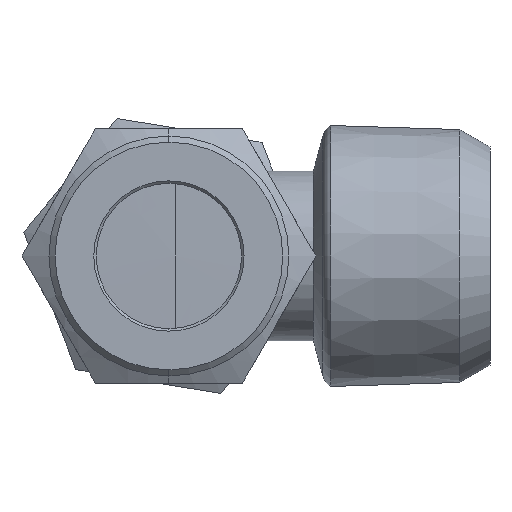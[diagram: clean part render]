
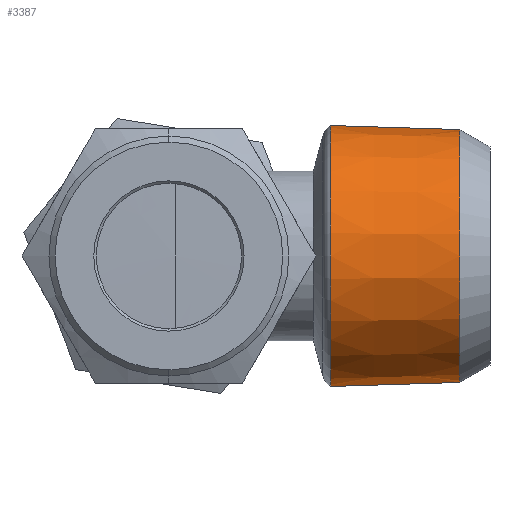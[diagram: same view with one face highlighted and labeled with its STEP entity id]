
A CAD part, left-side view. The second image highlights one B-rep face of the part: STEP entity #3387.
In plain terms, the highlighted conical face has half-angle 1.79 degrees and reference radius 10.435 mm.
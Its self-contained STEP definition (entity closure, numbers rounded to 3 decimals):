
#545 = AXIS2_PLACEMENT_3D ( 'NONE', #1274, #1275, #1273 ) ;
#974 = FACE_OUTER_BOUND ( 'NONE', #3077, .T. ) ;
#1012 = CONICAL_SURFACE ( 'NONE', #545, 10.435, 0.031 ) ;
#1273 = DIRECTION ( 'NONE',  ( 0., 0., 1. ) ) ;
#1274 = CARTESIAN_POINT ( 'NONE',  ( 0., 2.985, 0. ) ) ;
#1275 = DIRECTION ( 'NONE',  ( 0., 1., 0. ) ) ;
#1769 = DIRECTION ( 'NONE',  ( 0., 1., -0.031 ) ) ;
#1773 = CARTESIAN_POINT ( 'NONE',  ( 0., 2.985, -10.435 ) ) ;
#1781 = DIRECTION ( 'NONE',  ( 0., 1., 0.031 ) ) ;
#1785 = CARTESIAN_POINT ( 'NONE',  ( 0., 2.985, 10.435 ) ) ;
#2014 = EDGE_CURVE ( 'NONE', #4441, #4447, #3288, .T. ) ;
#2016 = EDGE_CURVE ( 'NONE', #4442, #4446, #3291, .T. ) ;
#2473 = ORIENTED_EDGE ( 'NONE', *, *, #2014, .F. ) ;
#2474 = ORIENTED_EDGE ( 'NONE', *, *, #2832, .F. ) ;
#2475 = ORIENTED_EDGE ( 'NONE', *, *, #2016, .T. ) ;
#2476 = ORIENTED_EDGE ( 'NONE', *, *, #2783, .F. ) ;
#2783 = EDGE_CURVE ( 'NONE', #4447, #4446, #4204, .T. ) ;
#2832 = EDGE_CURVE ( 'NONE', #4442, #4441, #4294, .T. ) ;
#3004 = AXIS2_PLACEMENT_3D ( 'NONE', #3497, #3498, #3499 ) ;
#3010 = AXIS2_PLACEMENT_3D ( 'NONE', #3601, #3602, #3603 ) ;
#3077 = EDGE_LOOP ( 'NONE', ( #2473, #2474, #2475, #2476 ) ) ;
#3288 = LINE ( 'NONE', #1773, #3292 ) ;
#3291 = LINE ( 'NONE', #1785, #3295 ) ;
#3292 = VECTOR ( 'NONE', #1769, 1000. ) ;
#3295 = VECTOR ( 'NONE', #1781, 1000. ) ;
#3387 = ADVANCED_FACE ( 'NONE', ( #974 ), #1012, .T. ) ;
#3497 = CARTESIAN_POINT ( 'NONE',  ( 0., 13.65, 0. ) ) ;
#3498 = DIRECTION ( 'NONE',  ( 0., 1., 0. ) ) ;
#3499 = DIRECTION ( 'NONE',  ( 0., 0., -1. ) ) ;
#3601 = CARTESIAN_POINT ( 'NONE',  ( 0., 2.985, 0. ) ) ;
#3602 = DIRECTION ( 'NONE',  ( 0., -1., 0. ) ) ;
#3603 = DIRECTION ( 'NONE',  ( 0., 0., -1. ) ) ;
#3866 = CARTESIAN_POINT ( 'NONE',  ( 0., 2.985, -10.435 ) ) ;
#3880 = CARTESIAN_POINT ( 'NONE',  ( 0., 2.985, 10.435 ) ) ;
#3883 = CARTESIAN_POINT ( 'NONE',  ( 0., 13.65, 10.768 ) ) ;
#3884 = CARTESIAN_POINT ( 'NONE',  ( 0., 13.65, -10.768 ) ) ;
#4204 = CIRCLE ( 'NONE', #3004, 10.768 ) ;
#4294 = CIRCLE ( 'NONE', #3010, 10.435 ) ;
#4441 = VERTEX_POINT ( 'NONE', #3866 ) ;
#4442 = VERTEX_POINT ( 'NONE', #3880 ) ;
#4446 = VERTEX_POINT ( 'NONE', #3883 ) ;
#4447 = VERTEX_POINT ( 'NONE', #3884 ) ;
